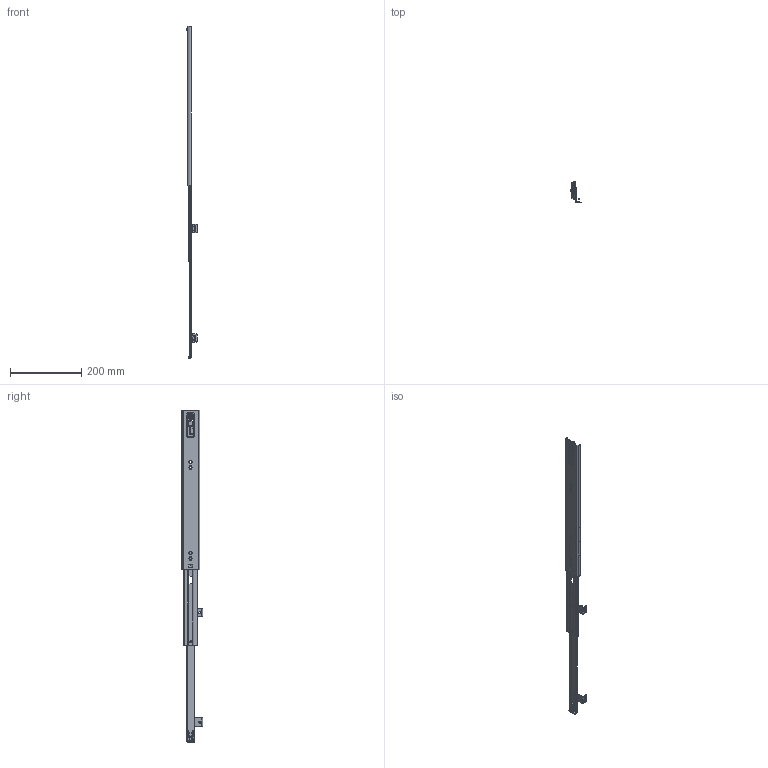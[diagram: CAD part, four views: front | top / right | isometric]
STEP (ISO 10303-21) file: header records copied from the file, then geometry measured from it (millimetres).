
FILE_DESCRIPTION(/* description */ ('Überauszug Serie 036 450x484 Rechts'),/* implementation_level */ '2;1');
FILE_NAME(/* name */ '07000061006.stp',/* time_stamp */ '2020-07-02T09:25:57+02:00',/* author */ ('Philipp Joos'),/* organization */ (''),/* preprocessor_version */ 'ST-DEVELOPER v18',/* originating_system */ 'Autodesk Inventor 2020',/* authorisation */ '');
FILE_SCHEMA (('AUTOMOTIVE_DESIGN { 1 0 10303 214 3 1 1 }'));
Products named in the file (1): 07000061006
Bounding box: 29.3 x 60.24 x 934.06 mm (x, y, z)
Volume: 134036.2 mm3; surface area: 196971.8 mm2
Topology: 60 solids, 60 shells, 3192 faces, 9145 edges, 5936 vertices
Faces by surface type: plane 1365, cylinder 938, cone 353, torus 240, bspline 238, sphere 58
Full cylindrical faces by diameter (mm): 1 x8, 2.3 x2, 4 x4, 4.1 x8, 4.4 x2, 4.5 x4, 4.6 x6, 5 x6, 5.9 x1, 6 x9, 8 x3, 8.2 x1, 8.5 x2, 11 x1
Entity records: 140588 total; most frequent: CARTESIAN_POINT 56768, ORIENTED_EDGE 18080, DIRECTION 15664, EDGE_CURVE 9040, VERTEX_POINT 5936, AXIS2_PLACEMENT_3D 5642, LINE 4380, VECTOR 4380
